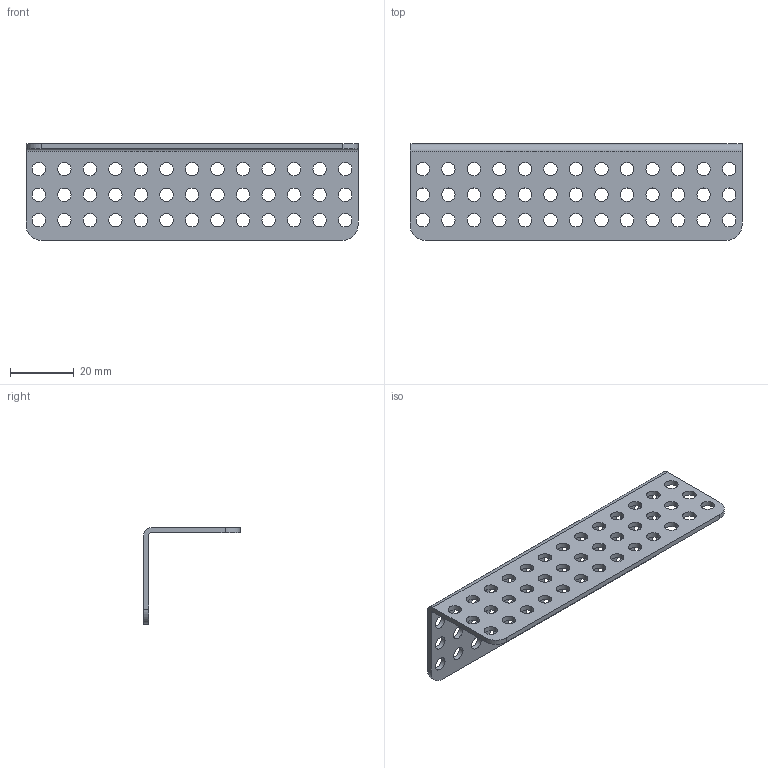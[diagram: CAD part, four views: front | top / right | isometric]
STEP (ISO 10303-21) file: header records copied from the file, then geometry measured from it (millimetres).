
FILE_DESCRIPTION(/* description */ (''),/* implementation_level */ '2;1');
FILE_NAME(/* name */ 'Matrix_31-0013.ipt.stp',/* time_stamp */ '2014-12-18T17:44:28-08:00',/* author */ ('Autodesk Inc.'),/* organization */ ('Autodesk Inc.'),/* preprocessor_version */ 'ST-DEVELOPER v15.6',/* originating_system */ 'Autodesk Inventor 2015',/* authorisation */ '');
FILE_SCHEMA (('AUTOMOTIVE_DESIGN { 1 0 10303 214 3 1 1 }'));
Length unit declared in the file: millimetre
Products named in the file (1): Matrix_31-0013
Bounding box: 104 x 30.3 x 30.3 mm (x, y, z)
Volume: 7946.9 mm3; surface area: 12086.7 mm2
Topology: 1 solids, 1 shells, 92 faces, 270 edges, 180 vertices
Faces by surface type: cylinder 84, plane 8
Full cylindrical faces by diameter (mm): 4.2 x78
Entity records: 3108 total; most frequent: DIRECTION 546, CARTESIAN_POINT 465, ORIENTED_EDGE 384, EDGE_LOOP 326, AXIS2_PLACEMENT_3D 261, FACE_BOUND 234, EDGE_CURVE 192, VERTEX_POINT 180
